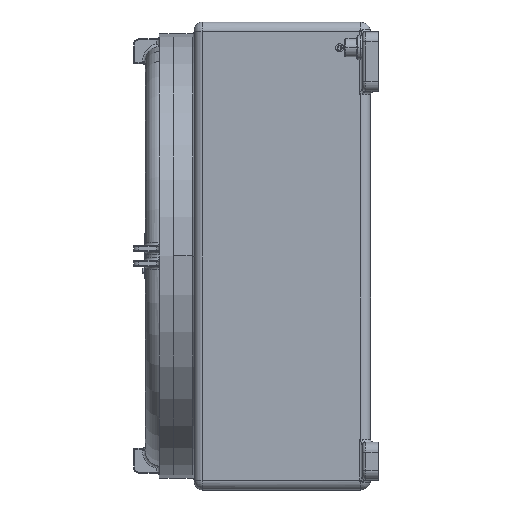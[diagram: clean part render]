
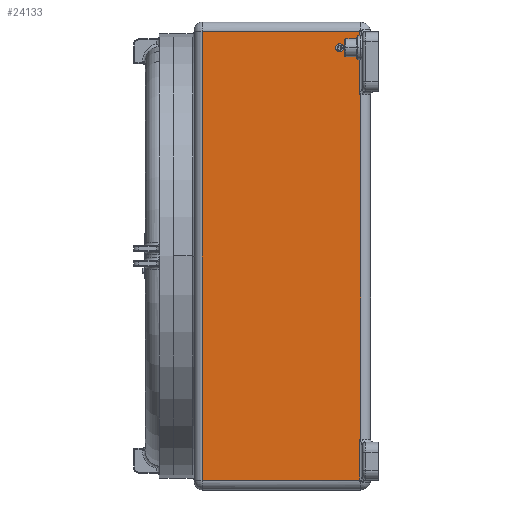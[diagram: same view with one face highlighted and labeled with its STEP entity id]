
A CAD part, left-side view. The second image highlights one B-rep face of the part: STEP entity #24133.
In plain terms, the highlighted face is planar.
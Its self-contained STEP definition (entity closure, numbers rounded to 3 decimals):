
#1641 = EDGE_LOOP ( 'NONE', ( #20372, #4022, #52588, #37813, #40035, #87917, #74965, #47415 ) ) ;
#4022 = ORIENTED_EDGE ( 'NONE', *, *, #78202, .T. ) ;
#4684 = CARTESIAN_POINT ( 'NONE',  ( -235., 10., 235. ) ) ;
#5214 = LINE ( 'NONE', #40007, #45672 ) ;
#5623 = LINE ( 'NONE', #18773, #65221 ) ;
#6067 = FACE_OUTER_BOUND ( 'NONE', #1641, .T. ) ;
#6264 = EDGE_CURVE ( 'NONE', #42276, #32911, #10561, .T. ) ;
#7235 = DIRECTION ( 'NONE',  ( 0., 0., -1. ) ) ;
#9596 = EDGE_CURVE ( 'NONE', #61023, #77341, #5623, .T. ) ;
#10561 = LINE ( 'NONE', #36372, #98839 ) ;
#11275 = DIRECTION ( 'NONE',  ( 1., 0., 0. ) ) ;
#18296 = LINE ( 'NONE', #97816, #95834 ) ;
#18773 = CARTESIAN_POINT ( 'NONE',  ( 225., 177., 235. ) ) ;
#19165 = LINE ( 'NONE', #88432, #50185 ) ;
#19485 = CARTESIAN_POINT ( 'NONE',  ( 162., 11., 235. ) ) ;
#20372 = ORIENTED_EDGE ( 'NONE', *, *, #91474, .T. ) ;
#21526 = PLANE ( 'NONE',  #44653 ) ;
#21924 = VERTEX_POINT ( 'NONE', #19485 ) ;
#24133 = ADVANCED_FACE ( 'NONE', ( #6067 ), #21526, .F. ) ;
#24656 = CARTESIAN_POINT ( 'NONE',  ( -184., 10., 235. ) ) ;
#25402 = LINE ( 'NONE', #76344, #50604 ) ;
#28395 = DIRECTION ( 'NONE',  ( 0., -1., 0. ) ) ;
#32911 = VERTEX_POINT ( 'NONE', #54092 ) ;
#34751 = DIRECTION ( 'NONE',  ( 0., 1., 0. ) ) ;
#36372 = CARTESIAN_POINT ( 'NONE',  ( -225., 177., 235. ) ) ;
#36804 = DIRECTION ( 'NONE',  ( 0., -1., 0. ) ) ;
#37813 = ORIENTED_EDGE ( 'NONE', *, *, #93803, .T. ) ;
#40007 = CARTESIAN_POINT ( 'NONE',  ( -235., 11., 235. ) ) ;
#40035 = ORIENTED_EDGE ( 'NONE', *, *, #78808, .T. ) ;
#42276 = VERTEX_POINT ( 'NONE', #75593 ) ;
#44653 = AXIS2_PLACEMENT_3D ( 'NONE', #61125, #7235, #98852 ) ;
#45672 = VECTOR ( 'NONE', #93351, 1000. ) ;
#45922 = CARTESIAN_POINT ( 'NONE',  ( 162., 10., 235. ) ) ;
#47415 = ORIENTED_EDGE ( 'NONE', *, *, #6264, .T. ) ;
#47855 = LINE ( 'NONE', #4684, #82500 ) ;
#47930 = VECTOR ( 'NONE', #68298, 1000. ) ;
#48096 = EDGE_CURVE ( 'NONE', #91272, #91460, #47855, .T. ) ;
#50185 = VECTOR ( 'NONE', #57406, 1000. ) ;
#50604 = VECTOR ( 'NONE', #68356, 1000. ) ;
#52588 = ORIENTED_EDGE ( 'NONE', *, *, #48096, .T. ) ;
#54092 = CARTESIAN_POINT ( 'NONE',  ( -225., 11., 235. ) ) ;
#57406 = DIRECTION ( 'NONE',  ( 0., 1., 0. ) ) ;
#61023 = VERTEX_POINT ( 'NONE', #94180 ) ;
#61125 = CARTESIAN_POINT ( 'NONE',  ( -235., 177., 235. ) ) ;
#65221 = VECTOR ( 'NONE', #34751, 1000. ) ;
#68298 = DIRECTION ( 'NONE',  ( 1., 0., 0. ) ) ;
#68356 = DIRECTION ( 'NONE',  ( -1., 0., 0. ) ) ;
#71480 = EDGE_CURVE ( 'NONE', #77341, #42276, #25402, .T. ) ;
#74965 = ORIENTED_EDGE ( 'NONE', *, *, #71480, .T. ) ;
#75593 = CARTESIAN_POINT ( 'NONE',  ( -225., 169., 235. ) ) ;
#75614 = VERTEX_POINT ( 'NONE', #91850 ) ;
#75964 = CARTESIAN_POINT ( 'NONE',  ( -235., 11., 235. ) ) ;
#76344 = CARTESIAN_POINT ( 'NONE',  ( -225., 169., 235. ) ) ;
#77341 = VERTEX_POINT ( 'NONE', #84676 ) ;
#78202 = EDGE_CURVE ( 'NONE', #75614, #91272, #18296, .T. ) ;
#78808 = EDGE_CURVE ( 'NONE', #21924, #61023, #5214, .T. ) ;
#82500 = VECTOR ( 'NONE', #11275, 1000. ) ;
#84676 = CARTESIAN_POINT ( 'NONE',  ( 225., 169., 235. ) ) ;
#87917 = ORIENTED_EDGE ( 'NONE', *, *, #9596, .T. ) ;
#88432 = CARTESIAN_POINT ( 'NONE',  ( 162., 177., 235. ) ) ;
#91272 = VERTEX_POINT ( 'NONE', #24656 ) ;
#91460 = VERTEX_POINT ( 'NONE', #45922 ) ;
#91474 = EDGE_CURVE ( 'NONE', #32911, #75614, #92039, .T. ) ;
#91850 = CARTESIAN_POINT ( 'NONE',  ( -184., 11., 235. ) ) ;
#92039 = LINE ( 'NONE', #75964, #47930 ) ;
#93351 = DIRECTION ( 'NONE',  ( 1., 0., 0. ) ) ;
#93803 = EDGE_CURVE ( 'NONE', #91460, #21924, #19165, .T. ) ;
#94180 = CARTESIAN_POINT ( 'NONE',  ( 225., 11., 235. ) ) ;
#95834 = VECTOR ( 'NONE', #36804, 1000. ) ;
#97816 = CARTESIAN_POINT ( 'NONE',  ( -184., 177., 235. ) ) ;
#98839 = VECTOR ( 'NONE', #28395, 1000. ) ;
#98852 = DIRECTION ( 'NONE',  ( -1., 0., 0. ) ) ;
